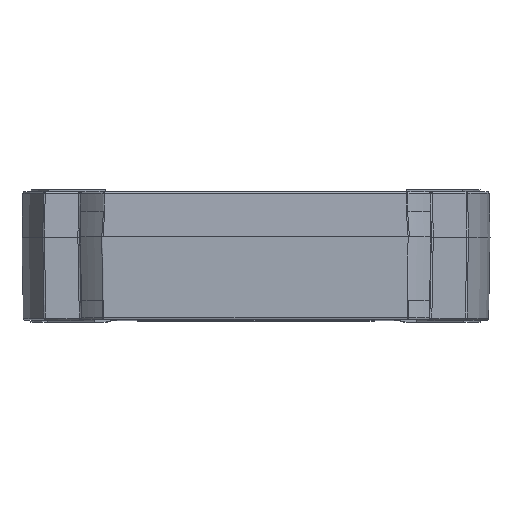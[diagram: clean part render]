
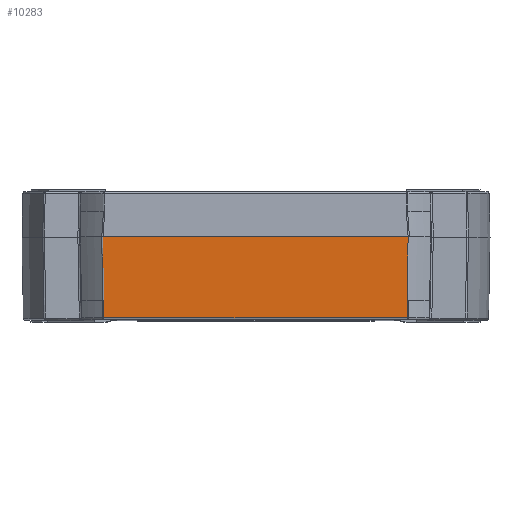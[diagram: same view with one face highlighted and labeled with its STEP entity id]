
A CAD part, top view. The second image highlights one B-rep face of the part: STEP entity #10283.
In plain terms, the highlighted face is planar.
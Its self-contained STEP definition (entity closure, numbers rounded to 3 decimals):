
#5121 = DIRECTION ( 'NONE',  ( 1., 0., 0. ) ) ;
#5123 = VECTOR ( 'NONE', #5121, 1000. ) ;
#5124 = CARTESIAN_POINT ( 'NONE',  ( -15.528, -18.3, 0. ) ) ;
#5125 = LINE ( 'NONE', #5124, #5123 ) ;
#5126 = CARTESIAN_POINT ( 'NONE',  ( -15.354, -18.188, -6.401 ) ) ;
#5127 = CARTESIAN_POINT ( 'NONE',  ( -15.391, -18.157, -8.203 ) ) ;
#5232 = CARTESIAN_POINT ( 'NONE',  ( 15.354, -18.188, -6.401 ) ) ;
#5259 = CARTESIAN_POINT ( 'NONE',  ( 15.454, -18.3, 0. ) ) ;
#5260 = CARTESIAN_POINT ( 'NONE',  ( 15.437, -18.281, -1.066 ) ) ;
#5261 = CARTESIAN_POINT ( 'NONE',  ( 15.421, -18.263, -2.133 ) ) ;
#5262 = CARTESIAN_POINT ( 'NONE',  ( 15.404, -18.244, -3.199 ) ) ;
#5263 = CARTESIAN_POINT ( 'NONE',  ( 15.387, -18.226, -4.266 ) ) ;
#5264 = CARTESIAN_POINT ( 'NONE',  ( 15.371, -18.207, -5.334 ) ) ;
#5265 = CARTESIAN_POINT ( 'NONE',  ( 15.354, -18.188, -6.401 ) ) ;
#5267 = B_SPLINE_CURVE_WITH_KNOTS ( 'NONE', 3,
 ( #5265, #5264, #5263, #5262, #5261, #5260, #5259 ),
 .UNSPECIFIED., .F., .F.,
 ( 4, 3, 4 ),
 ( 0., 0.003, 0.006 ),
 .UNSPECIFIED. ) ;
#5268 = CARTESIAN_POINT ( 'NONE',  ( 15.454, -18.3, 0. ) ) ;
#5273 = CARTESIAN_POINT ( 'NONE',  ( 15.391, -18.157, -8.203 ) ) ;
#5291 =( BOUNDED_CURVE ( )  B_SPLINE_CURVE ( 3, ( #5312, #5311, #5310, #5309 ),
 .UNSPECIFIED., .F., .T. ) 
 B_SPLINE_CURVE_WITH_KNOTS ( ( 4, 4 ),
 ( 5.575, 5.577 ),
 .UNSPECIFIED. ) 
 CURVE ( )  GEOMETRIC_REPRESENTATION_ITEM ( )  RATIONAL_B_SPLINE_CURVE ( ( 1., 1., 1., 1. ) ) 
 REPRESENTATION_ITEM ( '' )  );
#5292 = PLANE ( 'NONE',  #5308 ) ;
#5305 = DIRECTION ( 'NONE',  ( 0., 0.017, -1. ) ) ;
#5306 = DIRECTION ( 'NONE',  ( 0., -1., -0.017 ) ) ;
#5307 = CARTESIAN_POINT ( 'NONE',  ( -15.528, -18.3, 0. ) ) ;
#5308 = AXIS2_PLACEMENT_3D ( 'NONE', #5307, #5306, #5305 ) ;
#5309 = CARTESIAN_POINT ( 'NONE',  ( 15.354, -18.188, -6.401 ) ) ;
#5310 = CARTESIAN_POINT ( 'NONE',  ( 15.366, -18.178, -7.001 ) ) ;
#5311 = CARTESIAN_POINT ( 'NONE',  ( 15.378, -18.167, -7.602 ) ) ;
#5312 = CARTESIAN_POINT ( 'NONE',  ( 15.391, -18.157, -8.203 ) ) ;
#5313 = FACE_OUTER_BOUND ( 'NONE', #10288, .T. ) ;
#5314 = CARTESIAN_POINT ( 'NONE',  ( -15.371, -18.207, -5.334 ) ) ;
#5315 = CARTESIAN_POINT ( 'NONE',  ( -15.387, -18.226, -4.266 ) ) ;
#5316 = CARTESIAN_POINT ( 'NONE',  ( -15.404, -18.244, -3.199 ) ) ;
#5317 = CARTESIAN_POINT ( 'NONE',  ( -15.421, -18.263, -2.133 ) ) ;
#5318 = CARTESIAN_POINT ( 'NONE',  ( -15.437, -18.281, -1.066 ) ) ;
#5319 = CARTESIAN_POINT ( 'NONE',  ( -15.454, -18.3, 0. ) ) ;
#5320 = LINE ( 'NONE', #5322, #5356 ) ;
#5321 = B_SPLINE_CURVE_WITH_KNOTS ( 'NONE', 3,
 ( #5319, #5318, #5317, #5316, #5315, #5314, #5357 ),
 .UNSPECIFIED., .F., .F.,
 ( 4, 3, 4 ),
 ( 0., 0.003, 0.006 ),
 .UNSPECIFIED. ) ;
#5322 = CARTESIAN_POINT ( 'NONE',  ( -15.528, -18.3, 0. ) ) ;
#5324 = CARTESIAN_POINT ( 'NONE',  ( -15.454, -18.3, 0. ) ) ;
#5325 = DIRECTION ( 'NONE',  ( 1., 0., 0. ) ) ;
#5326 = VECTOR ( 'NONE', #5325, 1000. ) ;
#5327 = CARTESIAN_POINT ( 'NONE',  ( 15.469, -18.157, -8.203 ) ) ;
#5328 = LINE ( 'NONE', #5327, #5326 ) ;
#5329 = CARTESIAN_POINT ( 'NONE',  ( -15.391, -18.157, -8.203 ) ) ;
#5330 = CARTESIAN_POINT ( 'NONE',  ( -15.378, -18.167, -7.602 ) ) ;
#5331 = CARTESIAN_POINT ( 'NONE',  ( -15.366, -18.178, -7.001 ) ) ;
#5332 = CARTESIAN_POINT ( 'NONE',  ( -15.354, -18.188, -6.401 ) ) ;
#5333 =( BOUNDED_CURVE ( )  B_SPLINE_CURVE ( 3, ( #5332, #5331, #5330, #5329 ),
 .UNSPECIFIED., .F., .T. ) 
 B_SPLINE_CURVE_WITH_KNOTS ( ( 4, 4 ),
 ( 0.707, 0.709 ),
 .UNSPECIFIED. ) 
 CURVE ( )  GEOMETRIC_REPRESENTATION_ITEM ( )  RATIONAL_B_SPLINE_CURVE ( ( 1., 1., 1., 1. ) ) 
 REPRESENTATION_ITEM ( '' )  );
#5355 = DIRECTION ( 'NONE',  ( 1., 0., 0. ) ) ;
#5356 = VECTOR ( 'NONE', #5355, 1000. ) ;
#5357 = CARTESIAN_POINT ( 'NONE',  ( -15.354, -18.188, -6.401 ) ) ;
#5537 = DIRECTION ( 'NONE',  ( 1., 0., 0. ) ) ;
#5538 = VECTOR ( 'NONE', #5537, 1000. ) ;
#5539 = CARTESIAN_POINT ( 'NONE',  ( -15.528, -18.3, 0. ) ) ;
#5540 = LINE ( 'NONE', #5539, #5538 ) ;
#5550 = CARTESIAN_POINT ( 'NONE',  ( -15.454, -18.3, 0. ) ) ;
#5671 = CARTESIAN_POINT ( 'NONE',  ( 15.454, -18.3, 0. ) ) ;
#10254 = ORIENTED_EDGE ( 'NONE', *, *, #10274, .T. ) ;
#10257 = VERTEX_POINT ( 'NONE', #5232 ) ;
#10268 = VERTEX_POINT ( 'NONE', #5273 ) ;
#10271 = VERTEX_POINT ( 'NONE', #5268 ) ;
#10274 = EDGE_CURVE ( 'NONE', #10257, #10271, #5267, .T. ) ;
#10280 = EDGE_CURVE ( 'NONE', #10268, #10257, #5291, .T. ) ;
#10283 = ADVANCED_FACE ( 'NONE', ( #5313 ), #5292, .T. ) ;
#10284 = ORIENTED_EDGE ( 'NONE', *, *, #10280, .T. ) ;
#10288 = EDGE_LOOP ( 'NONE', ( #10284, #10254, #10306, #10289, #10293, #10297, #10301, #10299 ) ) ;
#10289 = ORIENTED_EDGE ( 'NONE', *, *, #12802, .F. ) ;
#10292 = VERTEX_POINT ( 'NONE', #5127 ) ;
#10293 = ORIENTED_EDGE ( 'NONE', *, *, #10296, .F. ) ;
#10294 = VERTEX_POINT ( 'NONE', #5126 ) ;
#10296 = EDGE_CURVE ( 'NONE', #10302, #12798, #5125, .T. ) ;
#10297 = ORIENTED_EDGE ( 'NONE', *, *, #10303, .T. ) ;
#10298 = EDGE_CURVE ( 'NONE', #10294, #10292, #5333, .T. ) ;
#10299 = ORIENTED_EDGE ( 'NONE', *, *, #10300, .T. ) ;
#10300 = EDGE_CURVE ( 'NONE', #10292, #10268, #5328, .T. ) ;
#10301 = ORIENTED_EDGE ( 'NONE', *, *, #10298, .T. ) ;
#10302 = VERTEX_POINT ( 'NONE', #5324 ) ;
#10303 = EDGE_CURVE ( 'NONE', #10302, #10294, #5321, .T. ) ;
#10306 = ORIENTED_EDGE ( 'NONE', *, *, #10307, .F. ) ;
#10307 = EDGE_CURVE ( 'NONE', #12927, #10271, #5320, .T. ) ;
#12798 = VERTEX_POINT ( 'NONE', #5550 ) ;
#12802 = EDGE_CURVE ( 'NONE', #12798, #12927, #5540, .T. ) ;
#12927 = VERTEX_POINT ( 'NONE', #5671 ) ;
